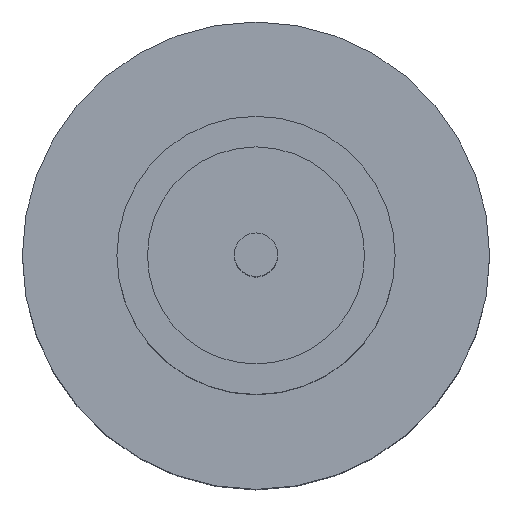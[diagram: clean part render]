
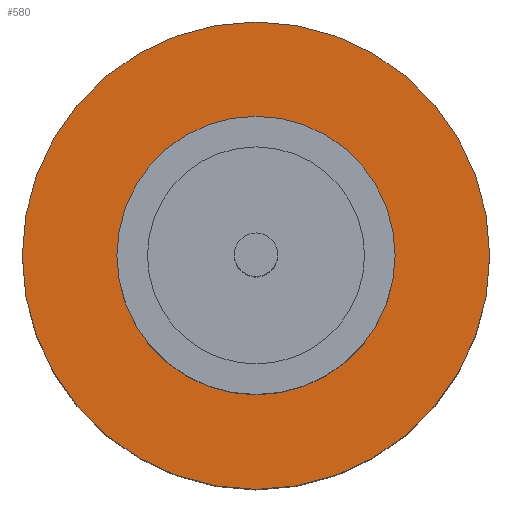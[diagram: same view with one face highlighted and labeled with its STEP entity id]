
A CAD part, top view. The second image highlights one B-rep face of the part: STEP entity #580.
In plain terms, the highlighted planar face has unit normal (0, 0, 1).
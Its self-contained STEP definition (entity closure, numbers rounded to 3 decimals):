
#28 = EDGE_LOOP ( 'NONE', ( #396, #101 ) ) ;
#32 = DIRECTION ( 'NONE',  ( 0., 0., 1. ) ) ;
#38 = CIRCLE ( 'NONE', #317, 1.25 ) ;
#100 = VERTEX_POINT ( 'NONE', #880 ) ;
#101 = ORIENTED_EDGE ( 'NONE', *, *, #239, .F. ) ;
#169 = DIRECTION ( 'NONE',  ( 0., 0., 1. ) ) ;
#178 = DIRECTION ( 'NONE',  ( 1., 0., 0. ) ) ;
#190 = CARTESIAN_POINT ( 'NONE',  ( 0., 0., 1.55 ) ) ;
#226 = AXIS2_PLACEMENT_3D ( 'NONE', #496, #278, #281 ) ;
#239 = EDGE_CURVE ( 'NONE', #313, #938, #38, .T. ) ;
#245 = CARTESIAN_POINT ( 'NONE',  ( 0., 0., 1.55 ) ) ;
#249 = ORIENTED_EDGE ( 'NONE', *, *, #870, .T. ) ;
#253 = EDGE_CURVE ( 'NONE', #100, #405, #626, .T. ) ;
#278 = DIRECTION ( 'NONE',  ( 0., 0., 1. ) ) ;
#281 = DIRECTION ( 'NONE',  ( 1., 0., 0. ) ) ;
#313 = VERTEX_POINT ( 'NONE', #409 ) ;
#317 = AXIS2_PLACEMENT_3D ( 'NONE', #619, #32, #770 ) ;
#359 = AXIS2_PLACEMENT_3D ( 'NONE', #245, #169, #178 ) ;
#378 = CIRCLE ( 'NONE', #816, 1.25 ) ;
#389 = CIRCLE ( 'NONE', #794, 2.1 ) ;
#396 = ORIENTED_EDGE ( 'NONE', *, *, #418, .F. ) ;
#405 = VERTEX_POINT ( 'NONE', #865 ) ;
#406 = ORIENTED_EDGE ( 'NONE', *, *, #253, .T. ) ;
#409 = CARTESIAN_POINT ( 'NONE',  ( -1.25, 0., 1.55 ) ) ;
#418 = EDGE_CURVE ( 'NONE', #938, #313, #378, .T. ) ;
#455 = FACE_OUTER_BOUND ( 'NONE', #739, .T. ) ;
#474 = CARTESIAN_POINT ( 'NONE',  ( 0., 0., 1.55 ) ) ;
#496 = CARTESIAN_POINT ( 'NONE',  ( 0., 0., 1.55 ) ) ;
#508 = PLANE ( 'NONE',  #226 ) ;
#539 = FACE_BOUND ( 'NONE', #28, .T. ) ;
#580 = ADVANCED_FACE ( 'NONE', ( #539, #455 ), #508, .T. ) ;
#619 = CARTESIAN_POINT ( 'NONE',  ( 0., 0., 1.55 ) ) ;
#626 = CIRCLE ( 'NONE', #359, 2.1 ) ;
#628 = DIRECTION ( 'NONE',  ( 1., 0., 0. ) ) ;
#700 = DIRECTION ( 'NONE',  ( 1., 0., 0. ) ) ;
#712 = DIRECTION ( 'NONE',  ( 0., 0., 1. ) ) ;
#739 = EDGE_LOOP ( 'NONE', ( #249, #406 ) ) ;
#752 = CARTESIAN_POINT ( 'NONE',  ( 1.25, 0., 1.55 ) ) ;
#768 = DIRECTION ( 'NONE',  ( 0., 0., 1. ) ) ;
#770 = DIRECTION ( 'NONE',  ( 1., 0., 0. ) ) ;
#794 = AXIS2_PLACEMENT_3D ( 'NONE', #474, #768, #700 ) ;
#816 = AXIS2_PLACEMENT_3D ( 'NONE', #190, #712, #628 ) ;
#865 = CARTESIAN_POINT ( 'NONE',  ( -2.1, 0., 1.55 ) ) ;
#870 = EDGE_CURVE ( 'NONE', #405, #100, #389, .T. ) ;
#880 = CARTESIAN_POINT ( 'NONE',  ( 2.1, 0., 1.55 ) ) ;
#938 = VERTEX_POINT ( 'NONE', #752 ) ;
